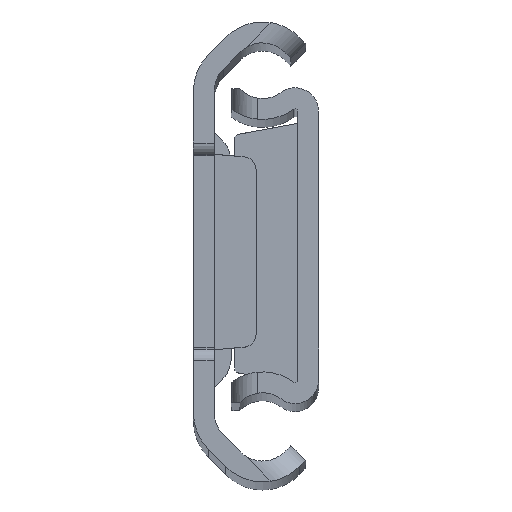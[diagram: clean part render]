
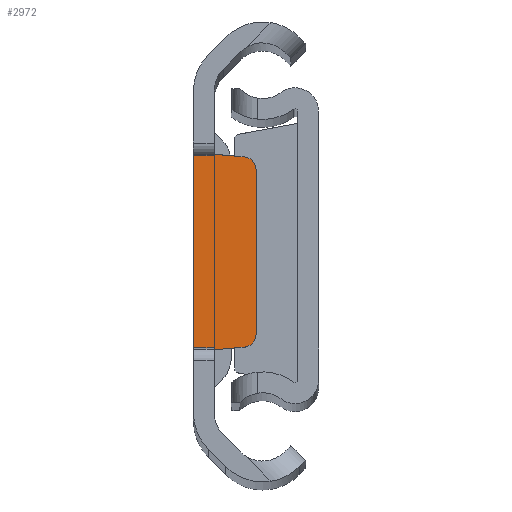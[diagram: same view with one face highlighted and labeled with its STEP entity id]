
A CAD part, top view. The second image highlights one B-rep face of the part: STEP entity #2972.
In plain terms, the highlighted planar face has unit normal (0, 0, 1).
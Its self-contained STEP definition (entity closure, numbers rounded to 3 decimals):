
#8 = VERTEX_POINT ( 'NONE', #4150 ) ;
#112 = DIRECTION ( 'NONE',  ( 0.996, 0.084, 0. ) ) ;
#133 = CARTESIAN_POINT ( 'NONE',  ( 8.601, 7.5, -2.2 ) ) ;
#184 = LINE ( 'NONE', #133, #1536 ) ;
#392 = DIRECTION ( 'NONE',  ( 0., 0., 1. ) ) ;
#462 = VECTOR ( 'NONE', #4347, 1000. ) ;
#594 = CARTESIAN_POINT ( 'NONE',  ( 8.601, 7.5, -2.2 ) ) ;
#705 = DIRECTION ( 'NONE',  ( 0., 0., 1. ) ) ;
#728 = CARTESIAN_POINT ( 'NONE',  ( 3.8, -6.311, -2.2 ) ) ;
#748 = CIRCLE ( 'NONE', #1494, 1. ) ;
#755 = CARTESIAN_POINT ( 'NONE',  ( 4.8, -6.311, -2.2 ) ) ;
#908 = ORIENTED_EDGE ( 'NONE', *, *, #3101, .T. ) ;
#994 = ORIENTED_EDGE ( 'NONE', *, *, #4304, .T. ) ;
#1017 = EDGE_CURVE ( 'NONE', #4189, #1912, #4815, .T. ) ;
#1237 = EDGE_CURVE ( 'NONE', #1373, #3078, #5102, .T. ) ;
#1243 = LINE ( 'NONE', #2815, #1627 ) ;
#1366 = VERTEX_POINT ( 'NONE', #3571 ) ;
#1373 = VERTEX_POINT ( 'NONE', #4367 ) ;
#1456 = EDGE_CURVE ( 'NONE', #1366, #4189, #1243, .T. ) ;
#1494 = AXIS2_PLACEMENT_3D ( 'NONE', #4783, #392, #2381 ) ;
#1497 = LINE ( 'NONE', #2294, #4473 ) ;
#1536 = VECTOR ( 'NONE', #4917, 1000. ) ;
#1554 = AXIS2_PLACEMENT_3D ( 'NONE', #728, #705, #3106 ) ;
#1624 = CARTESIAN_POINT ( 'NONE',  ( 3.884, 7.307, -2.2 ) ) ;
#1627 = VECTOR ( 'NONE', #4810, 1000. ) ;
#1718 = CARTESIAN_POINT ( 'NONE',  ( 0., 7.5, -2.2 ) ) ;
#1736 = AXIS2_PLACEMENT_3D ( 'NONE', #594, #3057, #5045 ) ;
#1912 = VERTEX_POINT ( 'NONE', #1718 ) ;
#1922 = ORIENTED_EDGE ( 'NONE', *, *, #1237, .T. ) ;
#2158 = VECTOR ( 'NONE', #112, 1000. ) ;
#2227 = DIRECTION ( 'NONE',  ( -0.996, 0.084, 0. ) ) ;
#2294 = CARTESIAN_POINT ( 'NONE',  ( 1.6, 7.5, -2.2 ) ) ;
#2381 = DIRECTION ( 'NONE',  ( 0., -1., 0. ) ) ;
#2396 = EDGE_LOOP ( 'NONE', ( #3556, #1922, #2612, #908, #2422, #994, #4492, #3075 ) ) ;
#2422 = ORIENTED_EDGE ( 'NONE', *, *, #4898, .T. ) ;
#2612 = ORIENTED_EDGE ( 'NONE', *, *, #4214, .T. ) ;
#2815 = CARTESIAN_POINT ( 'NONE',  ( 8.601, -7.5, -2.2 ) ) ;
#2972 = ADVANCED_FACE ( 'NONE', ( #3355 ), #3473, .T. ) ;
#3057 = DIRECTION ( 'NONE',  ( 0., 0., 1. ) ) ;
#3075 = ORIENTED_EDGE ( 'NONE', *, *, #1456, .F. ) ;
#3078 = VERTEX_POINT ( 'NONE', #755 ) ;
#3101 = EDGE_CURVE ( 'NONE', #8, #4234, #748, .T. ) ;
#3106 = DIRECTION ( 'NONE',  ( 0., -1., 0. ) ) ;
#3130 = LINE ( 'NONE', #3928, #5011 ) ;
#3355 = FACE_OUTER_BOUND ( 'NONE', #2396, .T. ) ;
#3473 = PLANE ( 'NONE',  #1736 ) ;
#3556 = ORIENTED_EDGE ( 'NONE', *, *, #3784, .T. ) ;
#3571 = CARTESIAN_POINT ( 'NONE',  ( 1.6, -7.5, -2.2 ) ) ;
#3651 = LINE ( 'NONE', #4375, #2158 ) ;
#3724 = VERTEX_POINT ( 'NONE', #5052 ) ;
#3784 = EDGE_CURVE ( 'NONE', #1366, #1373, #3651, .T. ) ;
#3928 = CARTESIAN_POINT ( 'NONE',  ( 4.8, 7.23, -2.2 ) ) ;
#4038 = CARTESIAN_POINT ( 'NONE',  ( 0., 7.5, -2.2 ) ) ;
#4150 = CARTESIAN_POINT ( 'NONE',  ( 4.8, 6.311, -2.2 ) ) ;
#4189 = VERTEX_POINT ( 'NONE', #4368 ) ;
#4214 = EDGE_CURVE ( 'NONE', #3078, #8, #3130, .T. ) ;
#4234 = VERTEX_POINT ( 'NONE', #1624 ) ;
#4304 = EDGE_CURVE ( 'NONE', #3724, #1912, #184, .T. ) ;
#4347 = DIRECTION ( 'NONE',  ( 0., 1., 0. ) ) ;
#4367 = CARTESIAN_POINT ( 'NONE',  ( 3.884, -7.307, -2.2 ) ) ;
#4368 = CARTESIAN_POINT ( 'NONE',  ( 0., -7.5, -2.2 ) ) ;
#4375 = CARTESIAN_POINT ( 'NONE',  ( 4.8, -7.23, -2.2 ) ) ;
#4473 = VECTOR ( 'NONE', #2227, 1000. ) ;
#4492 = ORIENTED_EDGE ( 'NONE', *, *, #1017, .F. ) ;
#4756 = DIRECTION ( 'NONE',  ( 0., 1., 0. ) ) ;
#4783 = CARTESIAN_POINT ( 'NONE',  ( 3.8, 6.311, -2.2 ) ) ;
#4810 = DIRECTION ( 'NONE',  ( -1., 0., 0. ) ) ;
#4815 = LINE ( 'NONE', #4038, #462 ) ;
#4898 = EDGE_CURVE ( 'NONE', #4234, #3724, #1497, .T. ) ;
#4917 = DIRECTION ( 'NONE',  ( -1., 0., 0. ) ) ;
#5011 = VECTOR ( 'NONE', #4756, 1000. ) ;
#5045 = DIRECTION ( 'NONE',  ( 0., -1., 0. ) ) ;
#5052 = CARTESIAN_POINT ( 'NONE',  ( 1.6, 7.5, -2.2 ) ) ;
#5102 = CIRCLE ( 'NONE', #1554, 1. ) ;
